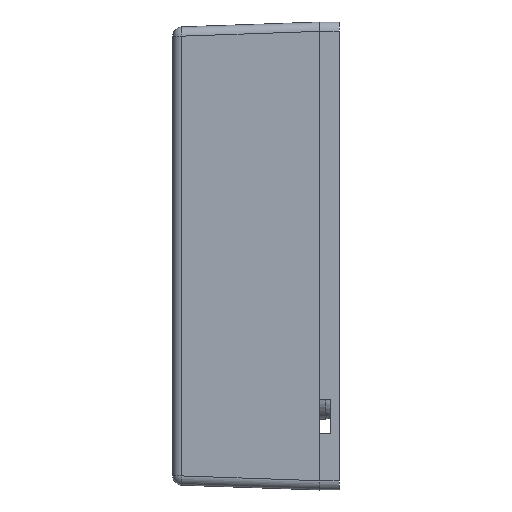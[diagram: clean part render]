
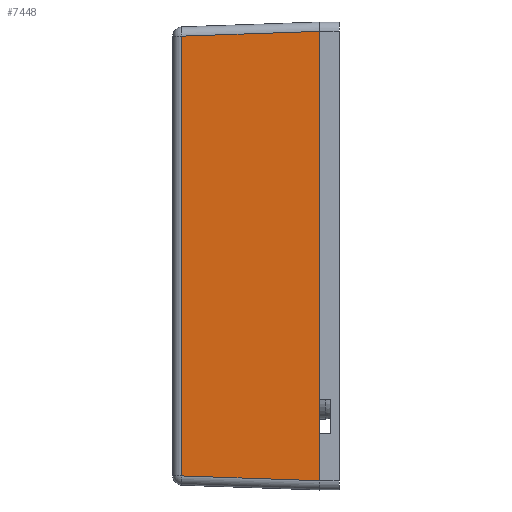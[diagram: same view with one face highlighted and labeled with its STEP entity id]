
A CAD part, left-side view. The second image highlights one B-rep face of the part: STEP entity #7448.
In plain terms, the highlighted planar face has unit normal (-0.999, 0.035, 0).
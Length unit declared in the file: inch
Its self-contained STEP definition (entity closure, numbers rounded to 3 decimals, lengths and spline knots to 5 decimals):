
#100 = CARTESIAN_POINT ( 'NONE',  ( -0.98272, 0.66657, -1.06425 ) ) ;
#1237 = VECTOR ( 'NONE', #3082, 39.37008 ) ;
#1314 = DIRECTION ( 'NONE',  ( 0., 0., 1. ) ) ;
#1963 = EDGE_CURVE ( 'NONE', #4529, #6727, #10603, .T. ) ;
#1981 = CARTESIAN_POINT ( 'NONE',  ( -1.0033, 0.07734, 1.08483 ) ) ;
#2010 = DIRECTION ( 'NONE',  ( -0.035, -0.999, 0. ) ) ;
#2643 = EDGE_CURVE ( 'NONE', #8521, #14242, #3997, .T. ) ;
#3082 = DIRECTION ( 'NONE',  ( 0.035, 0.999, -0.035 ) ) ;
#3810 = EDGE_CURVE ( 'NONE', #14242, #4529, #4452, .T. ) ;
#3958 = AXIS2_PLACEMENT_3D ( 'NONE', #6389, #8580, #2010 ) ;
#3997 = LINE ( 'NONE', #7897, #7523 ) ;
#4319 = VECTOR ( 'NONE', #13585, 39.37008 ) ;
#4452 = LINE ( 'NONE', #1981, #1237 ) ;
#4529 = VERTEX_POINT ( 'NONE', #6493 ) ;
#5020 = CARTESIAN_POINT ( 'NONE',  ( -1.00605, -0.00157, -1.08758 ) ) ;
#5405 = ORIENTED_EDGE ( 'NONE', *, *, #2643, .T. ) ;
#5701 = ORIENTED_EDGE ( 'NONE', *, *, #3810, .T. ) ;
#6389 = CARTESIAN_POINT ( 'NONE',  ( -1.006, 0., -1.1325 ) ) ;
#6493 = CARTESIAN_POINT ( 'NONE',  ( -0.98272, 0.66657, 1.06425 ) ) ;
#6727 = VERTEX_POINT ( 'NONE', #100 ) ;
#7448 = ADVANCED_FACE ( 'NONE', ( #13706 ), #10792, .T. ) ;
#7523 = VECTOR ( 'NONE', #1314, 39.37008 ) ;
#7897 = CARTESIAN_POINT ( 'NONE',  ( -1.006, 0., -1.1325 ) ) ;
#8521 = VERTEX_POINT ( 'NONE', #11570 ) ;
#8580 = DIRECTION ( 'NONE',  ( -0.999, 0.035, 0. ) ) ;
#9422 = ORIENTED_EDGE ( 'NONE', *, *, #14175, .T. ) ;
#10603 = LINE ( 'NONE', #13727, #4319 ) ;
#10792 = PLANE ( 'NONE',  #3958 ) ;
#11184 = EDGE_LOOP ( 'NONE', ( #11706, #9422, #5405, #5701 ) ) ;
#11570 = CARTESIAN_POINT ( 'NONE',  ( -1.006, 0., -1.08753 ) ) ;
#11665 = DIRECTION ( 'NONE',  ( -0.035, -0.999, -0.035 ) ) ;
#11706 = ORIENTED_EDGE ( 'NONE', *, *, #1963, .T. ) ;
#11802 = CARTESIAN_POINT ( 'NONE',  ( -1.006, 0., 1.08753 ) ) ;
#12258 = VECTOR ( 'NONE', #11665, 39.37008 ) ;
#13585 = DIRECTION ( 'NONE',  ( 0., 0., -1. ) ) ;
#13706 = FACE_OUTER_BOUND ( 'NONE', #11184, .T. ) ;
#13727 = CARTESIAN_POINT ( 'NONE',  ( -0.98272, 0.66657, -1.10771 ) ) ;
#13777 = LINE ( 'NONE', #5020, #12258 ) ;
#14175 = EDGE_CURVE ( 'NONE', #6727, #8521, #13777, .T. ) ;
#14242 = VERTEX_POINT ( 'NONE', #11802 ) ;
